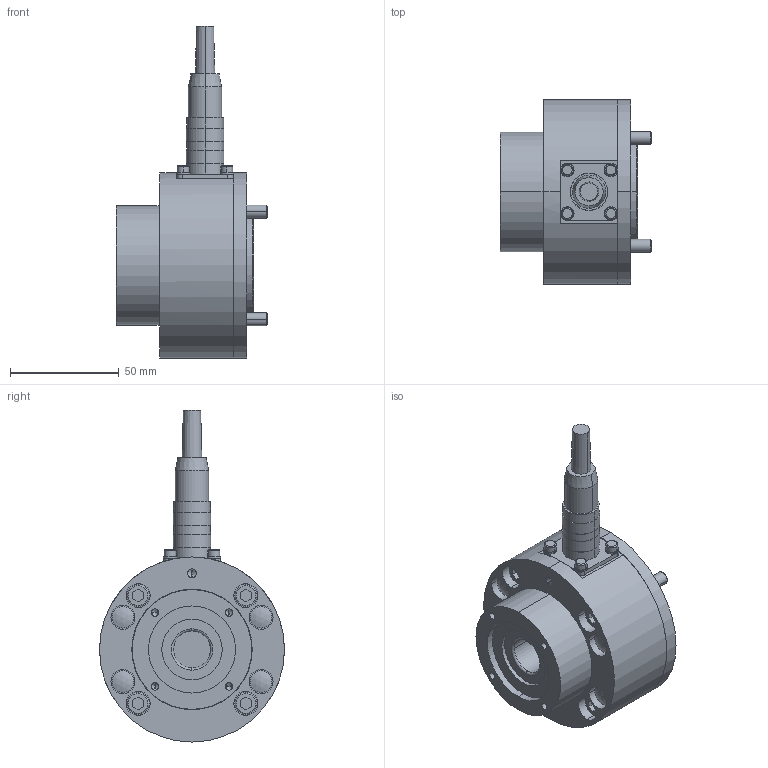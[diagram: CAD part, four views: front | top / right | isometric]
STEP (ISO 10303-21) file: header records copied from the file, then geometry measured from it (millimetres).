
FILE_DESCRIPTION((''),'2;1');
FILE_NAME('071009.1.stp','2008-07-04T08:31:58',(''),(''),'Mechanical Desktop 2007','Mechanical Desktop 2007',', , ');
FILE_SCHEMA(('CONFIG_CONTROL_DESIGN'));
Length unit declared in the file: millimetre
Products named in the file (31): C0710091; C0709071; C0704203; C0709072A; C0709072; C0709074A; C0709074; GERÄTESTECKER_5POL_C091 31S005 100 2; GERÄTESTECKER_5POL_C091 31S005 100 2A; FEDERRING_M3A; FEDERRING_M3; I-6KT_SCHRAUBE_M3X8A; I-6KT_SCHRAUBE_M3X8; PENDELKUGELLAGER_1203TV_2203TV; PENDELKUGELLAGER_1203TV_2203TVA; SICHERUNGSRING_J40; SICHERUNGSRING_J40A; I-6KT_SCHRAUBE_M6X30; I-6KT_SCHRAUBE_M6X30A; SCHUTZKAPPE_M6_S5A; SCHUTZKAPPE_M6_S5; TEIL2; C0709071|AVE_RENDER; C0709071|AVE_GLOBAL; C0709071|RM_SDB; KABELDOSE_MINI_5_POL; TEIL1; I-6KT_SCHRAUBE_M6X40; I-6KT_SCHRAUBE_M6X40A; BRUCHLINIE STANDARD; RM_SDB
Assembly tree (56 placements, depth 4):
  C0710091
    C0709071
      C0704203
      C0709072A
        C0709072
      C0709074A
        C0709074
      GERÄTESTECKER_5POL_C091 31S005 100 2
        GERÄTESTECKER_5POL_C091 31S005 100 2A
      FEDERRING_M3A  x4
        FEDERRING_M3
      I-6KT_SCHRAUBE_M3X8A  x4
        I-6KT_SCHRAUBE_M3X8
      PENDELKUGELLAGER_1203TV_2203TV
        PENDELKUGELLAGER_1203TV_2203TVA
      SICHERUNGSRING_J40
        SICHERUNGSRING_J40A
      I-6KT_SCHRAUBE_M6X30  x4
        I-6KT_SCHRAUBE_M6X30A
      SCHUTZKAPPE_M6_S5A  x4
        SCHUTZKAPPE_M6_S5
      TEIL2
      C0709071|AVE_RENDER  x8
      C0709071|AVE_GLOBAL
      C0709071|RM_SDB  x3
    KABELDOSE_MINI_5_POL
      TEIL1
    I-6KT_SCHRAUBE_M6X40  x4
      I-6KT_SCHRAUBE_M6X40A
    BRUCHLINIE STANDARD
    RM_SDB  x3
Bounding box: 69.5 x 85 x 152.5 mm (x, y, z)
Volume: 249626.8 mm3; surface area: 84178.5 mm2
Topology: 27 solids, 27 shells, 530 faces, 1225 edges, 837 vertices
Faces by surface type: cylinder 249, plane 183, cone 62, torus 32, sphere 4
Entity records: 11013 total; most frequent: DIRECTION 2084, CARTESIAN_POINT 1833, ORIENTED_EDGE 1562, AXIS2_PLACEMENT_3D 864, EDGE_CURVE 781, VERTEX_POINT 512, CIRCLE 457, EDGE_LOOP 457
